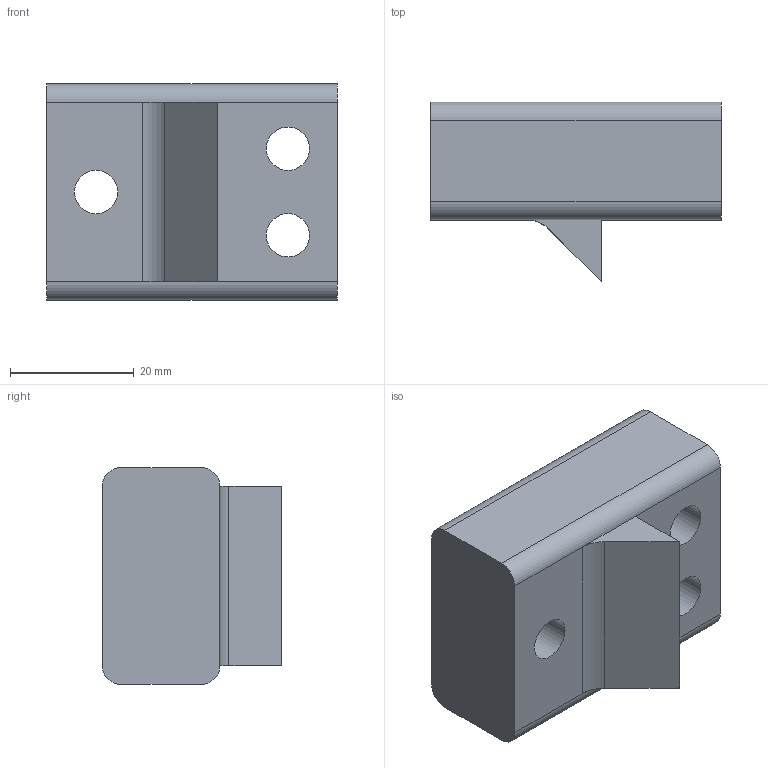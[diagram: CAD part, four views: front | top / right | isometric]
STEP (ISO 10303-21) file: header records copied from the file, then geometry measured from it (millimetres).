
FILE_DESCRIPTION(/* description */ (''),/* implementation_level */ '2;1');
FILE_NAME(/* name */ '22_Blocco_Escursione_Braccio_ipt_e9eea301.STEP',/* time_stamp */ '2020-02-10T12:18:20+01:00',/* author */ ('socci'),/* organization */ (''),/* preprocessor_version */ 'ST-DEVELOPER v18',/* originating_system */ 'Autodesk Inventor 2020',/* authorisation */ '');
FILE_SCHEMA (('AUTOMOTIVE_DESIGN { 1 0 10303 214 3 1 1 }'));
Length unit declared in the file: millimetre
Products named in the file (1): 22_Blocco_Escursione_Braccio
Bounding box: 47 x 29 x 35 mm (x, y, z)
Volume: 30163.9 mm3; surface area: 7676 mm2
Topology: 1 solids, 1 shells, 19 faces, 50 edges, 33 vertices
Faces by surface type: plane 11, cylinder 8
Full cylindrical faces by diameter (mm): 7 x3
Entity records: 648 total; most frequent: DIRECTION 109, CARTESIAN_POINT 103, ORIENTED_EDGE 100, EDGE_CURVE 50, AXIS2_PLACEMENT_3D 39, VERTEX_POINT 33, LINE 31, VECTOR 31
